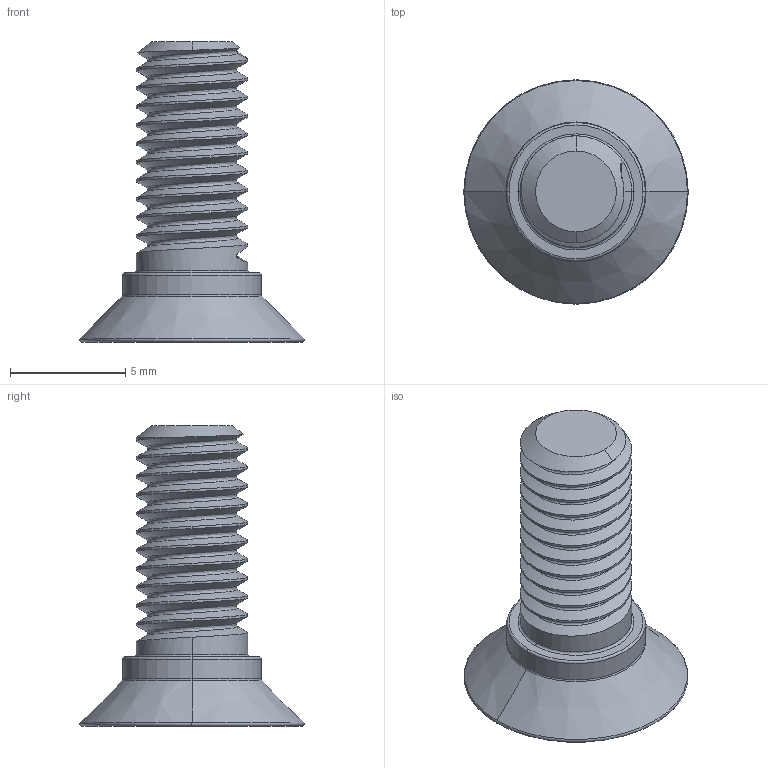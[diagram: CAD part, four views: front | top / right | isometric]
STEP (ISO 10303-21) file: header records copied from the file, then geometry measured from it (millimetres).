
FILE_DESCRIPTION (( 'STEP AP214' ), '1' );
FILE_NAME ('M5x10mmCoutersunkBolt.STEP', '2015-07-21T19:49:59', ( '' ), ( '' ), 'SwSTEP 2.0', 'SolidWorks 2014', '' );
FILE_SCHEMA (( 'AUTOMOTIVE_DESIGN' ));
Length unit declared in the file: millimetre
Products named in the file (1): M5x10mmCoutersunkBolt
Bounding box: 9.72 x 9.72 x 13 mm (x, y, z)
Volume: 244.9 mm3; surface area: 430.2 mm2
Topology: 1 solids, 1 shells, 100 faces, 238 edges, 138 vertices
Faces by surface type: cylinder 49, torus 16, plane 16, sphere 8, bspline 7, cone 4
Entity records: 5004 total; most frequent: CARTESIAN_POINT 2829, ORIENTED_EDGE 468, DIRECTION 448, EDGE_CURVE 234, AXIS2_PLACEMENT_3D 180, VERTEX_POINT 138, EDGE_LOOP 102, ADVANCED_FACE 100
